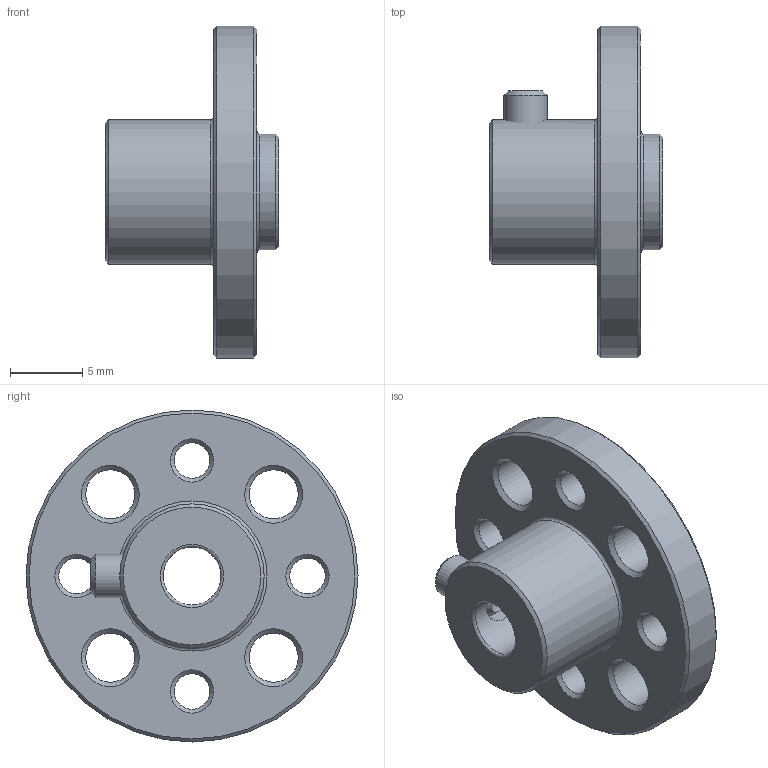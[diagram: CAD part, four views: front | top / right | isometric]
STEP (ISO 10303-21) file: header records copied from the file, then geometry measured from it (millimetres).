
FILE_DESCRIPTION(/* description */ ('STEP AP214'),/* implementation_level */ '2;1');
FILE_NAME(/* name */ '185948_FWSR-6',/* time_stamp */ '2024-08-26T10:32:14+02:00',/* author */ ('License CC BY-ND 4.0'),/* organization */ ('CADENAS'),/* preprocessor_version */ 'ST-DEVELOPER v19.3',/* originating_system */ 'PARTsolutions',/* authorisation */ ' ');
FILE_SCHEMA (('AUTOMOTIVE_DESIGN {1 0 10303 214 3 1 1}'));
Length unit declared in the file: millimetre
Products named in the file (3): 185948 FWSR-6; 185948 FWSR-6---(part); DIN-916 M3x5
Assembly tree (2 placements, depth 2):
  185948 FWSR-6
    185948 FWSR-6---(part)
    DIN-916 M3x5
Bounding box: 12 x 23 x 23 mm (x, y, z)
Volume: 1597.3 mm3; surface area: 1581.1 mm2
Topology: 2 solids, 2 shells, 53 faces, 117 edges, 70 vertices
Faces by surface type: cone 24, cylinder 14, plane 12, torus 3
Full cylindrical faces by diameter (mm): 2.459 x5, 3 x1, 3.4 x4, 4 x1, 8 x1, 10 x1, 23 x1
Entity records: 1348 total; most frequent: DIRECTION 234, CARTESIAN_POINT 218, ORIENTED_EDGE 144, FACE_BOUND 117, EDGE_LOOP 116, AXIS2_PLACEMENT_3D 108, EDGE_CURVE 72, VERTEX_POINT 67
